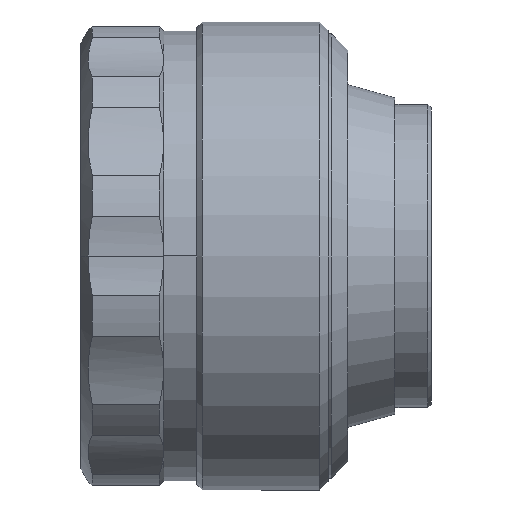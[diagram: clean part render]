
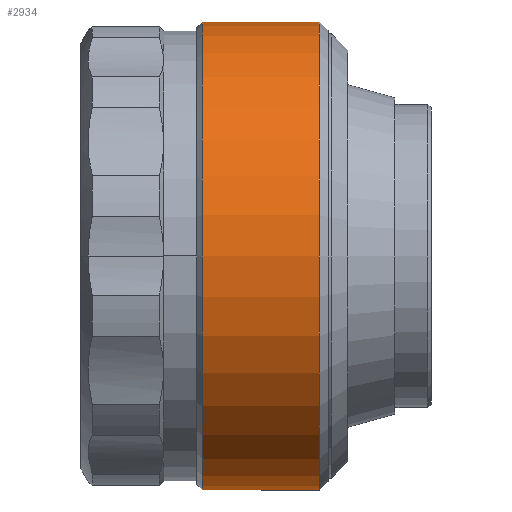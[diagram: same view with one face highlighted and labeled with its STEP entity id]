
A CAD part, front view. The second image highlights one B-rep face of the part: STEP entity #2934.
In plain terms, the highlighted cylindrical face has radius 35.5 mm (diameter 71 mm), a partial arc.
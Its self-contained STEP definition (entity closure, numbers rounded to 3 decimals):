
#107 = ORIENTED_EDGE ( 'NONE', *, *, #5072, .F. ) ;
#166 = DIRECTION ( 'NONE',  ( 1., 0., 0. ) ) ;
#282 = DIRECTION ( 'NONE',  ( 1., 0., 0. ) ) ;
#528 = CIRCLE ( 'NONE', #4127, 35.5 ) ;
#732 = CYLINDRICAL_SURFACE ( 'NONE', #1596, 35.5 ) ;
#861 = LINE ( 'NONE', #5058, #1950 ) ;
#1239 = CARTESIAN_POINT ( 'NONE',  ( 20., 0., 0. ) ) ;
#1340 = VERTEX_POINT ( 'NONE', #2098 ) ;
#1596 = AXIS2_PLACEMENT_3D ( 'NONE', #1239, #5961, #1659 ) ;
#1659 = DIRECTION ( 'NONE',  ( 0., 0., -1. ) ) ;
#1742 = VERTEX_POINT ( 'NONE', #1850 ) ;
#1850 = CARTESIAN_POINT ( 'NONE',  ( -51.1, 0., -35.5 ) ) ;
#1863 = EDGE_LOOP ( 'NONE', ( #2375, #2745, #2708, #107 ) ) ;
#1950 = VECTOR ( 'NONE', #5551, 1000. ) ;
#1972 = EDGE_CURVE ( 'NONE', #1340, #1742, #528, .T. ) ;
#1997 = CARTESIAN_POINT ( 'NONE',  ( -51.1, 0., 0. ) ) ;
#2091 = FACE_OUTER_BOUND ( 'NONE', #1863, .T. ) ;
#2098 = CARTESIAN_POINT ( 'NONE',  ( -51.1, 0., 35.5 ) ) ;
#2375 = ORIENTED_EDGE ( 'NONE', *, *, #3644, .F. ) ;
#2480 = DIRECTION ( 'NONE',  ( 0., 0., -1. ) ) ;
#2708 = ORIENTED_EDGE ( 'NONE', *, *, #3626, .T. ) ;
#2745 = ORIENTED_EDGE ( 'NONE', *, *, #1972, .T. ) ;
#2932 = CIRCLE ( 'NONE', #4712, 35.5 ) ;
#2934 = ADVANCED_FACE ( 'NONE', ( #2091 ), #732, .T. ) ;
#3025 = CARTESIAN_POINT ( 'NONE',  ( -33.3, 0., 0. ) ) ;
#3091 = VECTOR ( 'NONE', #282, 1000. ) ;
#3505 = DIRECTION ( 'NONE',  ( 0., 0., -1. ) ) ;
#3611 = CARTESIAN_POINT ( 'NONE',  ( 20., 0., 35.5 ) ) ;
#3626 = EDGE_CURVE ( 'NONE', #1742, #4899, #861, .T. ) ;
#3644 = EDGE_CURVE ( 'NONE', #1340, #4718, #4355, .T. ) ;
#3829 = CARTESIAN_POINT ( 'NONE',  ( -33.3, 0., -35.5 ) ) ;
#4127 = AXIS2_PLACEMENT_3D ( 'NONE', #1997, #5373, #2480 ) ;
#4355 = LINE ( 'NONE', #3611, #3091 ) ;
#4472 = CARTESIAN_POINT ( 'NONE',  ( -33.3, 0., 35.5 ) ) ;
#4712 = AXIS2_PLACEMENT_3D ( 'NONE', #3025, #166, #3505 ) ;
#4718 = VERTEX_POINT ( 'NONE', #4472 ) ;
#4899 = VERTEX_POINT ( 'NONE', #3829 ) ;
#5058 = CARTESIAN_POINT ( 'NONE',  ( 20., 0., -35.5 ) ) ;
#5072 = EDGE_CURVE ( 'NONE', #4718, #4899, #2932, .T. ) ;
#5373 = DIRECTION ( 'NONE',  ( 1., 0., 0. ) ) ;
#5551 = DIRECTION ( 'NONE',  ( 1., 0., 0. ) ) ;
#5961 = DIRECTION ( 'NONE',  ( 1., 0., 0. ) ) ;
